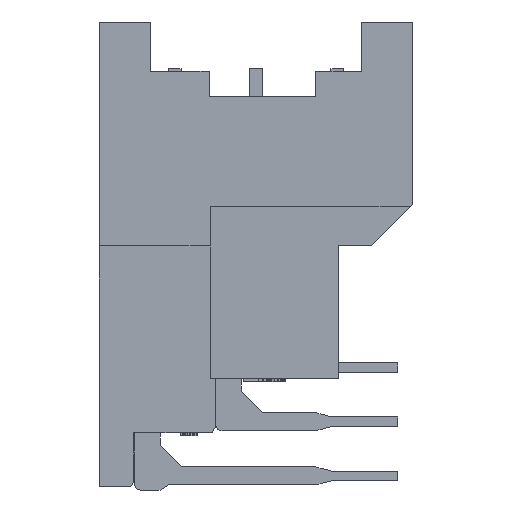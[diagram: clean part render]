
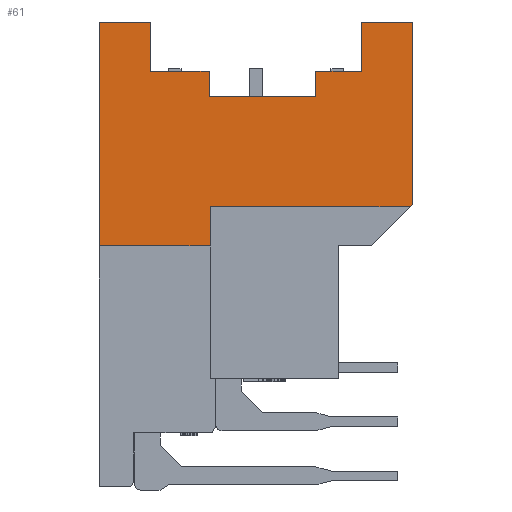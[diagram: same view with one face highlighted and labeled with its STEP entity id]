
A CAD part, left-side view. The second image highlights one B-rep face of the part: STEP entity #61.
In plain terms, the highlighted planar face has unit normal (-1, 0, 0).
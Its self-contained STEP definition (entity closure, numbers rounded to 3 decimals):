
#61=ADVANCED_FACE('',(#1283),#1284,.T.);
#1283=FACE_OUTER_BOUND('',#3788,.T.);
#1284=PLANE('',#3789);
#3788=EDGE_LOOP('',(#6412,#6413,#6414,#6415,#6416,#6417,#6418,#6419,#6420,#6421,#6422,#6423,#6424,#6425,#6426));
#3789=AXIS2_PLACEMENT_3D('',#6427,#6428,#6429);
#6412=ORIENTED_EDGE('',*,*,#16618,.F.);
#6413=ORIENTED_EDGE('',*,*,#16559,.F.);
#6414=ORIENTED_EDGE('',*,*,#16577,.T.);
#6415=ORIENTED_EDGE('',*,*,#16630,.F.);
#6416=ORIENTED_EDGE('',*,*,#16631,.F.);
#6417=ORIENTED_EDGE('',*,*,#16632,.F.);
#6418=ORIENTED_EDGE('',*,*,#16633,.F.);
#6419=ORIENTED_EDGE('',*,*,#16634,.F.);
#6420=ORIENTED_EDGE('',*,*,#16635,.F.);
#6421=ORIENTED_EDGE('',*,*,#16566,.F.);
#6422=ORIENTED_EDGE('',*,*,#16636,.T.);
#6423=ORIENTED_EDGE('',*,*,#16637,.T.);
#6424=ORIENTED_EDGE('',*,*,#16638,.T.);
#6425=ORIENTED_EDGE('',*,*,#16629,.F.);
#6426=ORIENTED_EDGE('',*,*,#16625,.T.);
#6427=CARTESIAN_POINT('',(-43.7,7.35,0.0));
#6428=DIRECTION('',(-1.0,0.0,0.0));
#6429=DIRECTION('',(0.0,0.0,1.0));
#16559=EDGE_CURVE('',#19904,#19906,#19907,.T.);
#16566=EDGE_CURVE('',#19918,#19920,#19921,.T.);
#16577=EDGE_CURVE('',#19904,#19938,#19940,.T.);
#16618=EDGE_CURVE('',#19906,#20014,#20015,.T.);
#16625=EDGE_CURVE('',#20027,#20014,#20028,.T.);
#16629=EDGE_CURVE('',#20027,#20031,#20034,.T.);
#16630=EDGE_CURVE('',#20035,#19938,#20036,.T.);
#16631=EDGE_CURVE('',#20037,#20035,#20038,.T.);
#16632=EDGE_CURVE('',#20039,#20037,#20040,.T.);
#16633=EDGE_CURVE('',#20041,#20039,#20042,.T.);
#16634=EDGE_CURVE('',#20043,#20041,#20044,.T.);
#16635=EDGE_CURVE('',#19920,#20043,#20045,.T.);
#16636=EDGE_CURVE('',#19918,#20046,#20047,.T.);
#16637=EDGE_CURVE('',#20046,#20048,#20049,.T.);
#16638=EDGE_CURVE('',#20048,#20031,#20050,.T.);
#19904=VERTEX_POINT('',#25466);
#19906=VERTEX_POINT('',#25469);
#19907=LINE('',#25470,#25471);
#19918=VERTEX_POINT('',#25487);
#19920=VERTEX_POINT('',#25490);
#19921=LINE('',#25491,#25492);
#19938=VERTEX_POINT('',#25518);
#19940=LINE('',#25521,#25522);
#20014=VERTEX_POINT('',#25636);
#20015=LINE('',#25637,#25638);
#20027=VERTEX_POINT('',#25656);
#20028=LINE('',#25657,#25658);
#20031=VERTEX_POINT('',#25662);
#20034=LINE('',#25667,#25668);
#20035=VERTEX_POINT('',#25669);
#20036=LINE('',#25670,#25671);
#20037=VERTEX_POINT('',#25672);
#20038=LINE('',#25673,#25674);
#20039=VERTEX_POINT('',#25675);
#20040=LINE('',#25676,#25677);
#20041=VERTEX_POINT('',#25678);
#20042=LINE('',#25679,#25680);
#20043=VERTEX_POINT('',#25681);
#20044=LINE('',#25682,#25683);
#20045=LINE('',#25684,#25685);
#20046=VERTEX_POINT('',#25686);
#20047=LINE('',#25687,#25688);
#20048=VERTEX_POINT('',#25689);
#20049=LINE('',#25690,#25691);
#20050=LINE('',#25692,#25693);
#25466=CARTESIAN_POINT('',(-43.7,-4.95,0.0));
#25469=CARTESIAN_POINT('',(-43.7,-7.35,0.0));
#25470=CARTESIAN_POINT('',(-43.7,-4.95,0.0));
#25471=VECTOR('',#34185,2.4);
#25487=CARTESIAN_POINT('',(-43.7,7.35,0.0));
#25490=CARTESIAN_POINT('',(-43.7,4.95,0.0));
#25491=CARTESIAN_POINT('',(-43.7,7.35,0.0));
#25492=VECTOR('',#34192,2.4);
#25518=CARTESIAN_POINT('',(-43.7,-4.95,-2.3));
#25521=CARTESIAN_POINT('',(-43.7,-4.95,0.0));
#25522=VECTOR('',#34203,2.3);
#25636=CARTESIAN_POINT('',(-43.7,-7.35,-8.55));
#25637=CARTESIAN_POINT('',(-43.7,-7.35,0.0));
#25638=VECTOR('',#34244,8.55);
#25656=CARTESIAN_POINT('',(-43.7,-7.23,-8.67));
#25657=CARTESIAN_POINT('',(-43.7,-7.23,-8.67));
#25658=VECTOR('',#34251,0.17);
#25662=CARTESIAN_POINT('',(-43.7,2.15,-8.67));
#25667=CARTESIAN_POINT('',(-43.7,-7.23,-8.67));
#25668=VECTOR('',#34255,9.38);
#25669=CARTESIAN_POINT('',(-43.7,-2.8,-2.3));
#25670=CARTESIAN_POINT('',(-43.7,-2.8,-2.3));
#25671=VECTOR('',#34256,2.15);
#25672=CARTESIAN_POINT('',(-43.7,-2.8,-3.5));
#25673=CARTESIAN_POINT('',(-43.7,-2.8,-3.5));
#25674=VECTOR('',#34257,1.2);
#25675=CARTESIAN_POINT('',(-43.7,2.2,-3.5));
#25676=CARTESIAN_POINT('',(-43.7,2.2,-3.5));
#25677=VECTOR('',#34258,5.0);
#25678=CARTESIAN_POINT('',(-43.7,2.2,-2.3));
#25679=CARTESIAN_POINT('',(-43.7,2.2,-2.3));
#25680=VECTOR('',#34259,1.2);
#25681=CARTESIAN_POINT('',(-43.7,4.95,-2.3));
#25682=CARTESIAN_POINT('',(-43.7,4.95,-2.3));
#25683=VECTOR('',#34260,2.75);
#25684=CARTESIAN_POINT('',(-43.7,4.95,0.0));
#25685=VECTOR('',#34261,2.3);
#25686=CARTESIAN_POINT('',(-43.7,7.35,-10.5));
#25687=CARTESIAN_POINT('',(-43.7,7.35,0.0));
#25688=VECTOR('',#34262,10.5);
#25689=CARTESIAN_POINT('',(-43.7,2.15,-10.5));
#25690=CARTESIAN_POINT('',(-43.7,7.35,-10.5));
#25691=VECTOR('',#34263,5.2);
#25692=CARTESIAN_POINT('',(-43.7,2.15,-10.5));
#25693=VECTOR('',#34264,1.83);
#34185=DIRECTION('',(0.0,-1.0,0.0));
#34192=DIRECTION('',(0.0,-1.0,0.0));
#34203=DIRECTION('',(0.0,0.0,-1.0));
#34244=DIRECTION('',(0.0,0.0,-1.0));
#34251=DIRECTION('',(0.0,-0.707,0.707));
#34255=DIRECTION('',(0.0,1.0,0.0));
#34256=DIRECTION('',(0.0,-1.0,0.0));
#34257=DIRECTION('',(0.0,0.0,1.0));
#34258=DIRECTION('',(0.0,-1.0,0.0));
#34259=DIRECTION('',(0.0,0.0,-1.0));
#34260=DIRECTION('',(0.0,-1.0,0.0));
#34261=DIRECTION('',(0.0,0.0,-1.0));
#34262=DIRECTION('',(0.0,0.0,-1.0));
#34263=DIRECTION('',(0.0,-1.0,0.0));
#34264=DIRECTION('',(0.0,0.0,1.0));
